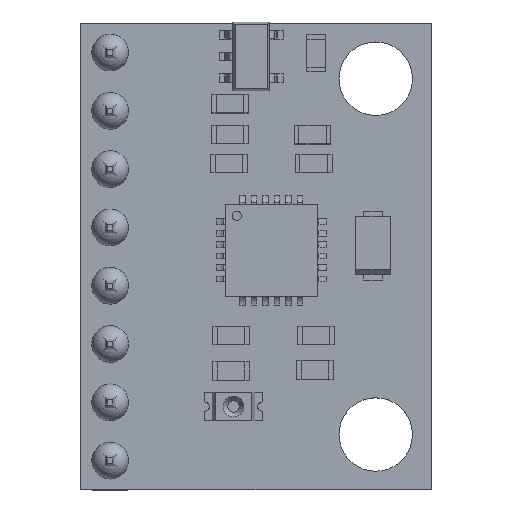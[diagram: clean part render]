
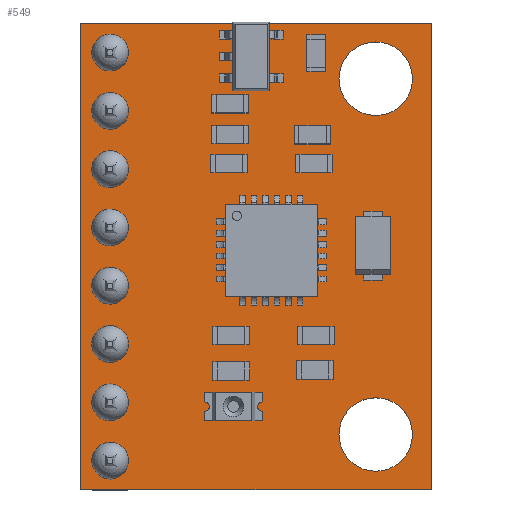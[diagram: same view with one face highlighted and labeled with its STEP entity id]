
A CAD part, top view. The second image highlights one B-rep face of the part: STEP entity #549.
In plain terms, the highlighted planar face has unit normal (0, 0, 1).
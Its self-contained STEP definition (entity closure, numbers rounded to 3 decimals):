
#100 = VERTEX_POINT('',#101);
#101 = CARTESIAN_POINT('',(-7.625,10.16,0.));
#118 = VERTEX_POINT('',#119);
#119 = CARTESIAN_POINT('',(7.625,10.16,0.));
#125 = EDGE_CURVE('',#100,#118,#126,.T.);
#126 = LINE('',#127,#128);
#127 = CARTESIAN_POINT('',(-7.625,10.16,0.));
#128 = VECTOR('',#129,1.);
#129 = DIRECTION('',(1.,0.,0.));
#149 = VERTEX_POINT('',#150);
#150 = CARTESIAN_POINT('',(7.625,-10.16,0.));
#156 = EDGE_CURVE('',#118,#149,#157,.T.);
#157 = LINE('',#158,#159);
#158 = CARTESIAN_POINT('',(7.625,10.16,0.));
#159 = VECTOR('',#160,1.);
#160 = DIRECTION('',(0.,-1.,0.));
#180 = VERTEX_POINT('',#181);
#181 = CARTESIAN_POINT('',(-7.625,-10.16,0.));
#187 = EDGE_CURVE('',#149,#180,#188,.T.);
#188 = LINE('',#189,#190);
#189 = CARTESIAN_POINT('',(7.625,-10.16,0.));
#190 = VECTOR('',#191,1.);
#191 = DIRECTION('',(-1.,0.,0.));
#209 = EDGE_CURVE('',#180,#100,#210,.T.);
#210 = LINE('',#211,#212);
#211 = CARTESIAN_POINT('',(-7.625,-10.16,0.));
#212 = VECTOR('',#213,1.);
#213 = DIRECTION('',(0.,1.,0.));
#224 = VERTEX_POINT('',#225);
#225 = CARTESIAN_POINT('',(6.815,-7.75,0.));
#241 = EDGE_CURVE('',#224,#224,#242,.T.);
#242 = CIRCLE('',#243,1.6);
#243 = AXIS2_PLACEMENT_3D('',#244,#245,#246);
#244 = CARTESIAN_POINT('',(5.215,-7.75,0.));
#245 = DIRECTION('',(0.,0.,1.));
#246 = DIRECTION('',(1.,0.,0.));
#257 = VERTEX_POINT('',#258);
#258 = CARTESIAN_POINT('',(6.815,7.75,0.));
#274 = EDGE_CURVE('',#257,#257,#275,.T.);
#275 = CIRCLE('',#276,1.6);
#276 = AXIS2_PLACEMENT_3D('',#277,#278,#279);
#277 = CARTESIAN_POINT('',(5.215,7.75,0.));
#278 = DIRECTION('',(0.,0.,1.));
#279 = DIRECTION('',(1.,0.,0.));
#290 = VERTEX_POINT('',#291);
#291 = CARTESIAN_POINT('',(-5.905,-6.35,0.));
#307 = EDGE_CURVE('',#290,#290,#308,.T.);
#308 = CIRCLE('',#309,0.45);
#309 = AXIS2_PLACEMENT_3D('',#310,#311,#312);
#310 = CARTESIAN_POINT('',(-6.355,-6.35,0.));
#311 = DIRECTION('',(0.,0.,1.));
#312 = DIRECTION('',(1.,0.,0.));
#323 = VERTEX_POINT('',#324);
#324 = CARTESIAN_POINT('',(-5.905,6.35,0.));
#340 = EDGE_CURVE('',#323,#323,#341,.T.);
#341 = CIRCLE('',#342,0.45);
#342 = AXIS2_PLACEMENT_3D('',#343,#344,#345);
#343 = CARTESIAN_POINT('',(-6.355,6.35,0.));
#344 = DIRECTION('',(0.,0.,1.));
#345 = DIRECTION('',(1.,0.,0.));
#356 = VERTEX_POINT('',#357);
#357 = CARTESIAN_POINT('',(-5.905,-3.81,0.));
#373 = EDGE_CURVE('',#356,#356,#374,.T.);
#374 = CIRCLE('',#375,0.45);
#375 = AXIS2_PLACEMENT_3D('',#376,#377,#378);
#376 = CARTESIAN_POINT('',(-6.355,-3.81,0.));
#377 = DIRECTION('',(0.,0.,1.));
#378 = DIRECTION('',(1.,0.,0.));
#389 = VERTEX_POINT('',#390);
#390 = CARTESIAN_POINT('',(-5.905,-1.27,0.));
#406 = EDGE_CURVE('',#389,#389,#407,.T.);
#407 = CIRCLE('',#408,0.45);
#408 = AXIS2_PLACEMENT_3D('',#409,#410,#411);
#409 = CARTESIAN_POINT('',(-6.355,-1.27,0.));
#410 = DIRECTION('',(0.,0.,1.));
#411 = DIRECTION('',(1.,0.,0.));
#422 = VERTEX_POINT('',#423);
#423 = CARTESIAN_POINT('',(-5.905,1.27,0.));
#439 = EDGE_CURVE('',#422,#422,#440,.T.);
#440 = CIRCLE('',#441,0.45);
#441 = AXIS2_PLACEMENT_3D('',#442,#443,#444);
#442 = CARTESIAN_POINT('',(-6.355,1.27,0.));
#443 = DIRECTION('',(0.,0.,1.));
#444 = DIRECTION('',(1.,0.,0.));
#455 = VERTEX_POINT('',#456);
#456 = CARTESIAN_POINT('',(-5.905,3.81,0.));
#472 = EDGE_CURVE('',#455,#455,#473,.T.);
#473 = CIRCLE('',#474,0.45);
#474 = AXIS2_PLACEMENT_3D('',#475,#476,#477);
#475 = CARTESIAN_POINT('',(-6.355,3.81,0.));
#476 = DIRECTION('',(0.,0.,1.));
#477 = DIRECTION('',(1.,0.,0.));
#488 = VERTEX_POINT('',#489);
#489 = CARTESIAN_POINT('',(-5.905,-8.89,0.));
#505 = EDGE_CURVE('',#488,#488,#506,.T.);
#506 = CIRCLE('',#507,0.45);
#507 = AXIS2_PLACEMENT_3D('',#508,#509,#510);
#508 = CARTESIAN_POINT('',(-6.355,-8.89,0.));
#509 = DIRECTION('',(0.,0.,1.));
#510 = DIRECTION('',(1.,0.,0.));
#521 = VERTEX_POINT('',#522);
#522 = CARTESIAN_POINT('',(-5.905,8.89,0.));
#538 = EDGE_CURVE('',#521,#521,#539,.T.);
#539 = CIRCLE('',#540,0.45);
#540 = AXIS2_PLACEMENT_3D('',#541,#542,#543);
#541 = CARTESIAN_POINT('',(-6.355,8.89,0.));
#542 = DIRECTION('',(0.,0.,1.));
#543 = DIRECTION('',(1.,0.,0.));
#549 = ADVANCED_FACE('',(#550,#556,#559,#562,#565,#568,#571,#574,#577,
    #580,#583),#586,.T.);
#550 = FACE_BOUND('',#551,.F.);
#551 = EDGE_LOOP('',(#552,#553,#554,#555));
#552 = ORIENTED_EDGE('',*,*,#125,.T.);
#553 = ORIENTED_EDGE('',*,*,#156,.T.);
#554 = ORIENTED_EDGE('',*,*,#187,.T.);
#555 = ORIENTED_EDGE('',*,*,#209,.T.);
#556 = FACE_BOUND('',#557,.F.);
#557 = EDGE_LOOP('',(#558));
#558 = ORIENTED_EDGE('',*,*,#241,.T.);
#559 = FACE_BOUND('',#560,.F.);
#560 = EDGE_LOOP('',(#561));
#561 = ORIENTED_EDGE('',*,*,#274,.T.);
#562 = FACE_BOUND('',#563,.F.);
#563 = EDGE_LOOP('',(#564));
#564 = ORIENTED_EDGE('',*,*,#307,.T.);
#565 = FACE_BOUND('',#566,.F.);
#566 = EDGE_LOOP('',(#567));
#567 = ORIENTED_EDGE('',*,*,#340,.T.);
#568 = FACE_BOUND('',#569,.F.);
#569 = EDGE_LOOP('',(#570));
#570 = ORIENTED_EDGE('',*,*,#373,.T.);
#571 = FACE_BOUND('',#572,.F.);
#572 = EDGE_LOOP('',(#573));
#573 = ORIENTED_EDGE('',*,*,#406,.T.);
#574 = FACE_BOUND('',#575,.F.);
#575 = EDGE_LOOP('',(#576));
#576 = ORIENTED_EDGE('',*,*,#439,.T.);
#577 = FACE_BOUND('',#578,.F.);
#578 = EDGE_LOOP('',(#579));
#579 = ORIENTED_EDGE('',*,*,#472,.T.);
#580 = FACE_BOUND('',#581,.F.);
#581 = EDGE_LOOP('',(#582));
#582 = ORIENTED_EDGE('',*,*,#505,.T.);
#583 = FACE_BOUND('',#584,.F.);
#584 = EDGE_LOOP('',(#585));
#585 = ORIENTED_EDGE('',*,*,#538,.T.);
#586 = PLANE('',#587);
#587 = AXIS2_PLACEMENT_3D('',#588,#589,#590);
#588 = CARTESIAN_POINT('',(-0.302,0.,0.));
#589 = DIRECTION('',(0.,0.,1.));
#590 = DIRECTION('',(1.,0.,0.));
